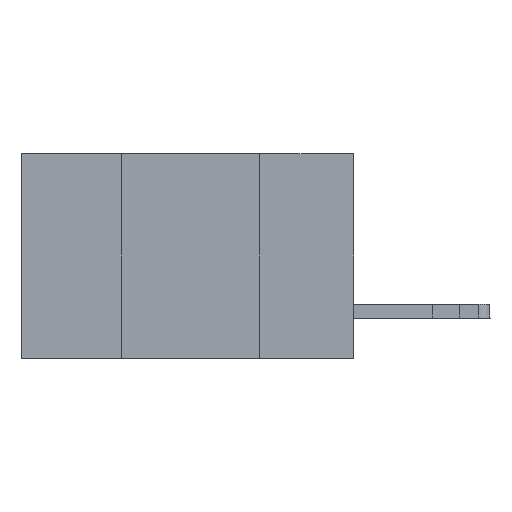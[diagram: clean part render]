
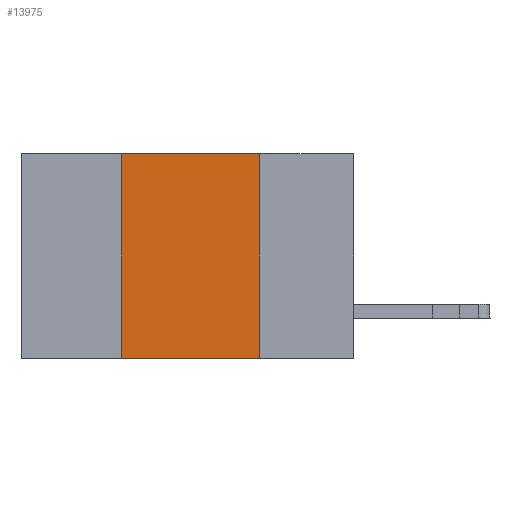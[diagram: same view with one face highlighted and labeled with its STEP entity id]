
A CAD part, left-side view. The second image highlights one B-rep face of the part: STEP entity #13975.
In plain terms, the highlighted planar face has unit normal (-1, 0, 0).
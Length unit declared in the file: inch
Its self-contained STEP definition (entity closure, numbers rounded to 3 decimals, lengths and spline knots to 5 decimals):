
#249 = VERTEX_POINT ( 'NONE', #23780 ) ;
#1048 = EDGE_CURVE ( 'NONE', #7769, #14576, #10117, .T. ) ;
#1532 = CARTESIAN_POINT ( 'NONE',  ( 0., 0.17, 0. ) ) ;
#1822 = ORIENTED_EDGE ( 'NONE', *, *, #1048, .T. ) ;
#3638 = CARTESIAN_POINT ( 'NONE',  ( 0., 0.17, -0.37 ) ) ;
#3984 = CARTESIAN_POINT ( 'NONE',  ( 0., 0.42, -0.37 ) ) ;
#4983 = EDGE_CURVE ( 'NONE', #249, #14576, #18769, .T. ) ;
#5564 = DIRECTION ( 'NONE',  ( 0., 0., -1. ) ) ;
#6090 = DIRECTION ( 'NONE',  ( 0., -1., 0. ) ) ;
#6331 = CARTESIAN_POINT ( 'NONE',  ( 0., 0.6, 0. ) ) ;
#6885 = ORIENTED_EDGE ( 'NONE', *, *, #4983, .F. ) ;
#7195 = DIRECTION ( 'NONE',  ( 0., 0., -1. ) ) ;
#7769 = VERTEX_POINT ( 'NONE', #3984 ) ;
#10117 = LINE ( 'NONE', #21044, #16486 ) ;
#10336 = ORIENTED_EDGE ( 'NONE', *, *, #18067, .F. ) ;
#11306 = CARTESIAN_POINT ( 'NONE',  ( 0., 0.42, 0. ) ) ;
#11640 = EDGE_CURVE ( 'NONE', #13829, #249, #15988, .T. ) ;
#12017 = VECTOR ( 'NONE', #13393, 39.37008 ) ;
#12732 = FACE_OUTER_BOUND ( 'NONE', #20873, .T. ) ;
#13393 = DIRECTION ( 'NONE',  ( 0., 0., 1. ) ) ;
#13827 = AXIS2_PLACEMENT_3D ( 'NONE', #20386, #20516, #7195 ) ;
#13829 = VERTEX_POINT ( 'NONE', #11306 ) ;
#13975 = ADVANCED_FACE ( 'NONE', ( #12732 ), #14741, .F. ) ;
#14576 = VERTEX_POINT ( 'NONE', #3638 ) ;
#14741 = PLANE ( 'NONE',  #13827 ) ;
#15141 = VECTOR ( 'NONE', #23643, 39.37008 ) ;
#15988 = LINE ( 'NONE', #6331, #15141 ) ;
#16486 = VECTOR ( 'NONE', #6090, 39.37008 ) ;
#17556 = ORIENTED_EDGE ( 'NONE', *, *, #11640, .F. ) ;
#17885 = VECTOR ( 'NONE', #5564, 39.37008 ) ;
#18067 = EDGE_CURVE ( 'NONE', #7769, #13829, #24695, .T. ) ;
#18769 = LINE ( 'NONE', #1532, #17885 ) ;
#20386 = CARTESIAN_POINT ( 'NONE',  ( 0., 0.6, 0. ) ) ;
#20516 = DIRECTION ( 'NONE',  ( 1., 0., 0. ) ) ;
#20873 = EDGE_LOOP ( 'NONE', ( #6885, #17556, #10336, #1822 ) ) ;
#21044 = CARTESIAN_POINT ( 'NONE',  ( 0., 0.6, -0.37 ) ) ;
#22690 = CARTESIAN_POINT ( 'NONE',  ( 0., 0.42, 0. ) ) ;
#23643 = DIRECTION ( 'NONE',  ( 0., -1., 0. ) ) ;
#23780 = CARTESIAN_POINT ( 'NONE',  ( 0., 0.17, 0. ) ) ;
#24695 = LINE ( 'NONE', #22690, #12017 ) ;
